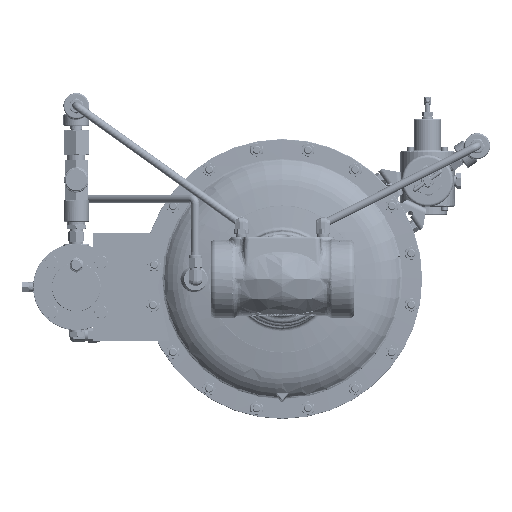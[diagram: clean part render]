
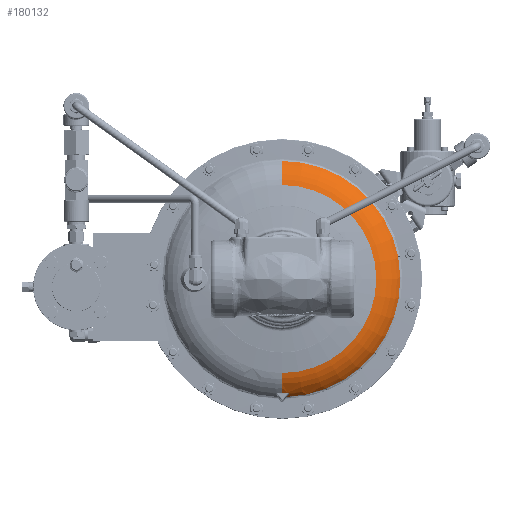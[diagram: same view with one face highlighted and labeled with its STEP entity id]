
A CAD part, front view. The second image highlights one B-rep face of the part: STEP entity #180132.
In plain terms, the highlighted toroidal (fillet/blend) face has major radius 101.323 mm and minor radius 46.038 mm.
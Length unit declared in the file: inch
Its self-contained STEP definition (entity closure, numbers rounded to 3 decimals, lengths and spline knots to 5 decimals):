
#4134 = AXIS2_PLACEMENT_3D ( 'NONE', #110889, #224200, #199595 ) ;
#4628 = DIRECTION ( 'NONE',  ( 0., 0., 1. ) ) ;
#9760 = AXIS2_PLACEMENT_3D ( 'NONE', #99034, #186324, #4628 ) ;
#13799 = ORIENTED_EDGE ( 'NONE', *, *, #218029, .T. ) ;
#15789 = CARTESIAN_POINT ( 'NONE',  ( 0.30129, 10.02081, -5.26702 ) ) ;
#22324 = CARTESIAN_POINT ( 'NONE',  ( 0., 9.97866, 0. ) ) ;
#26614 = CARTESIAN_POINT ( 'NONE',  ( 0., 10.20356, 5.43421 ) ) ;
#26869 = EDGE_CURVE ( 'NONE', #85639, #260810, #114972, .T. ) ;
#27588 = VERTEX_POINT ( 'NONE', #257869 ) ;
#36092 = EDGE_CURVE ( 'NONE', #250288, #85639, #106057, .T. ) ;
#37613 = CARTESIAN_POINT ( 'NONE',  ( 0.26796, 9.98805, -5.2354 ) ) ;
#39335 = DIRECTION ( 'NONE',  ( 0., -1., 0. ) ) ;
#49927 = CIRCLE ( 'NONE', #286686, 4.33036 ) ;
#63695 = CARTESIAN_POINT ( 'NONE',  ( 0.29152, 10.07714, -5.32121 ) ) ;
#67479 = AXIS2_PLACEMENT_3D ( 'NONE', #285036, #196403, #241440 ) ;
#68776 = DIRECTION ( 'NONE',  ( 0., -1., 0. ) ) ;
#69533 = EDGE_CURVE ( 'NONE', #172397, #157999, #104561, .T. ) ;
#70193 = DIRECTION ( 'NONE',  ( 0., 0., -1. ) ) ;
#74576 = CARTESIAN_POINT ( 'NONE',  ( 0.28423, 10.08897, -5.33227 ) ) ;
#85639 = VERTEX_POINT ( 'NONE', #159515 ) ;
#87836 = DIRECTION ( 'NONE',  ( 0., 0., -1. ) ) ;
#99034 = CARTESIAN_POINT ( 'NONE',  ( 0., 11.29756, -3.98911 ) ) ;
#99899 = DIRECTION ( 'NONE',  ( 0., 0., -1. ) ) ;
#102684 = CIRCLE ( 'NONE', #9760, 1.8125 ) ;
#103026 = CARTESIAN_POINT ( 'NONE',  ( 0.30336, 10.03983, -5.28554 ) ) ;
#104449 = CARTESIAN_POINT ( 'NONE',  ( 0.29955, 10.0587, -5.30371 ) ) ;
#104561 = CIRCLE ( 'NONE', #178921, 5.43421 ) ;
#105881 = CARTESIAN_POINT ( 'NONE',  ( 0.21218, 9.97866, -5.22806 ) ) ;
#106057 = CIRCLE ( 'NONE', #189711, 5.23236 ) ;
#107323 = CARTESIAN_POINT ( 'NONE',  ( 0.2881, 10.08311, -5.32681 ) ) ;
#109078 = DIRECTION ( 'NONE',  ( 0., 0., 1. ) ) ;
#110407 = ORIENTED_EDGE ( 'NONE', *, *, #26869, .T. ) ;
#110889 = CARTESIAN_POINT ( 'NONE',  ( 0., 11.29756, 0. ) ) ;
#114972 = B_SPLINE_CURVE_WITH_KNOTS ( 'NONE', 3,
 ( #105881, #172811, #168531, #217791, #174252, #37613, #194584, #171379, #126274, #214930, #283219, #15789, #123433, #103026, #262875, #104449, #281789, #63695, #107323, #212092 ),
 .UNSPECIFIED., .F., .F.,
 ( 4, 2, 2, 2, 2, 2, 2, 2, 2, 4 ),
 ( 0., 0.00068, 0.00135, 0.00169, 0.00203, 0.0027, 0.00338, 0.00405, 0.00473, 0.0054 ),
 .UNSPECIFIED. ) ;
#116514 = ORIENTED_EDGE ( 'NONE', *, *, #267092, .F. ) ;
#123433 = CARTESIAN_POINT ( 'NONE',  ( 0.3027, 10.02705, -5.27312 ) ) ;
#126274 = CARTESIAN_POINT ( 'NONE',  ( 0.28215, 9.99585, -5.24276 ) ) ;
#137525 = EDGE_CURVE ( 'NONE', #160876, #27588, #49927, .T. ) ;
#140342 = ORIENTED_EDGE ( 'NONE', *, *, #137525, .F. ) ;
#141488 = CARTESIAN_POINT ( 'NONE',  ( 0.21609, 10.20356, -5.42991 ) ) ;
#145779 = CARTESIAN_POINT ( 'NONE',  ( 0.26023, 10.12528, -5.36609 ) ) ;
#152100 = B_SPLINE_CURVE_WITH_KNOTS ( 'NONE', 3,
 ( #74576, #145779, #234386, #141488 ),
 .UNSPECIFIED., .F., .F.,
 ( 4, 4 ),
 ( 0., 0.0042 ),
 .UNSPECIFIED. ) ;
#156119 = ORIENTED_EDGE ( 'NONE', *, *, #69533, .T. ) ;
#157999 = VERTEX_POINT ( 'NONE', #26614 ) ;
#159045 = CARTESIAN_POINT ( 'NONE',  ( 0., 10.20356, 0. ) ) ;
#159515 = CARTESIAN_POINT ( 'NONE',  ( 0.21218, 9.97866, -5.22806 ) ) ;
#160876 = VERTEX_POINT ( 'NONE', #235886 ) ;
#164671 = ORIENTED_EDGE ( 'NONE', *, *, #170728, .F. ) ;
#168531 = CARTESIAN_POINT ( 'NONE',  ( 0.22995, 9.97918, -5.22786 ) ) ;
#170728 = EDGE_CURVE ( 'NONE', #27588, #177391, #192820, .T. ) ;
#171379 = CARTESIAN_POINT ( 'NONE',  ( 0.27889, 9.99368, -5.24069 ) ) ;
#172397 = VERTEX_POINT ( 'NONE', #180633 ) ;
#172811 = CARTESIAN_POINT ( 'NONE',  ( 0.2211, 9.97866, -5.2277 ) ) ;
#174252 = CARTESIAN_POINT ( 'NONE',  ( 0.25606, 9.98365, -5.23138 ) ) ;
#177391 = VERTEX_POINT ( 'NONE', #283357 ) ;
#178921 = AXIS2_PLACEMENT_3D ( 'NONE', #159045, #247669, #87836 ) ;
#180132 = ADVANCED_FACE ( 'NONE', ( #196716 ), #236112, .T. ) ;
#180633 = CARTESIAN_POINT ( 'NONE',  ( 0.21609, 10.20356, -5.42991 ) ) ;
#182821 = CIRCLE ( 'NONE', #224465, 1.8125 ) ;
#186324 = DIRECTION ( 'NONE',  ( -1., 0., 0. ) ) ;
#188609 = DIRECTION ( 'NONE',  ( 1., 0., 0. ) ) ;
#189711 = AXIS2_PLACEMENT_3D ( 'NONE', #22324, #68776, #70193 ) ;
#191441 = CARTESIAN_POINT ( 'NONE',  ( 0., 11.29756, 3.98911 ) ) ;
#192820 = CIRCLE ( 'NONE', #67479, 4.33036 ) ;
#194584 = CARTESIAN_POINT ( 'NONE',  ( 0.27182, 9.98978, -5.23701 ) ) ;
#196403 = DIRECTION ( 'NONE',  ( 0., -1., 0. ) ) ;
#196716 = FACE_OUTER_BOUND ( 'NONE', #270409, .T. ) ;
#199595 = DIRECTION ( 'NONE',  ( 0., 0., 1. ) ) ;
#200673 = CARTESIAN_POINT ( 'NONE',  ( 0., 9.97866, -5.23236 ) ) ;
#212092 = CARTESIAN_POINT ( 'NONE',  ( 0.28423, 10.08897, -5.33227 ) ) ;
#214930 = CARTESIAN_POINT ( 'NONE',  ( 0.291, 10.00308, -5.24973 ) ) ;
#217791 = CARTESIAN_POINT ( 'NONE',  ( 0.24746, 9.98167, -5.2297 ) ) ;
#218029 = EDGE_CURVE ( 'NONE', #157999, #177391, #182821, .T. ) ;
#224200 = DIRECTION ( 'NONE',  ( 0., -1., 0. ) ) ;
#224465 = AXIS2_PLACEMENT_3D ( 'NONE', #191441, #188609, #99899 ) ;
#225639 = ORIENTED_EDGE ( 'NONE', *, *, #36092, .T. ) ;
#232210 = ORIENTED_EDGE ( 'NONE', *, *, #241916, .T. ) ;
#234386 = CARTESIAN_POINT ( 'NONE',  ( 0.23747, 10.16347, -5.39869 ) ) ;
#235886 = CARTESIAN_POINT ( 'NONE',  ( 0., 9.51747, -4.33036 ) ) ;
#236112 = TOROIDAL_SURFACE ( 'NONE', #4134, 3.98911, 1.8125 ) ;
#238496 = CARTESIAN_POINT ( 'NONE',  ( 0., 9.51747, 0. ) ) ;
#241440 = DIRECTION ( 'NONE',  ( 0., 0., 1. ) ) ;
#241916 = EDGE_CURVE ( 'NONE', #260810, #172397, #152100, .T. ) ;
#247669 = DIRECTION ( 'NONE',  ( 0., -1., 0. ) ) ;
#250288 = VERTEX_POINT ( 'NONE', #200673 ) ;
#257869 = CARTESIAN_POINT ( 'NONE',  ( 4.33036, 9.51747, 0. ) ) ;
#260810 = VERTEX_POINT ( 'NONE', #262501 ) ;
#262501 = CARTESIAN_POINT ( 'NONE',  ( 0.28423, 10.08897, -5.33227 ) ) ;
#262875 = CARTESIAN_POINT ( 'NONE',  ( 0.30259, 10.04618, -5.29169 ) ) ;
#267092 = EDGE_CURVE ( 'NONE', #250288, #160876, #102684, .T. ) ;
#270409 = EDGE_LOOP ( 'NONE', ( #116514, #225639, #110407, #232210, #156119, #13799, #164671, #140342 ) ) ;
#281789 = CARTESIAN_POINT ( 'NONE',  ( 0.29725, 10.06492, -5.30964 ) ) ;
#283219 = CARTESIAN_POINT ( 'NONE',  ( 0.29543, 10.00871, -5.25522 ) ) ;
#283357 = CARTESIAN_POINT ( 'NONE',  ( 0., 9.51747, 4.33036 ) ) ;
#285036 = CARTESIAN_POINT ( 'NONE',  ( 0., 9.51747, 0. ) ) ;
#286686 = AXIS2_PLACEMENT_3D ( 'NONE', #238496, #39335, #109078 ) ;
